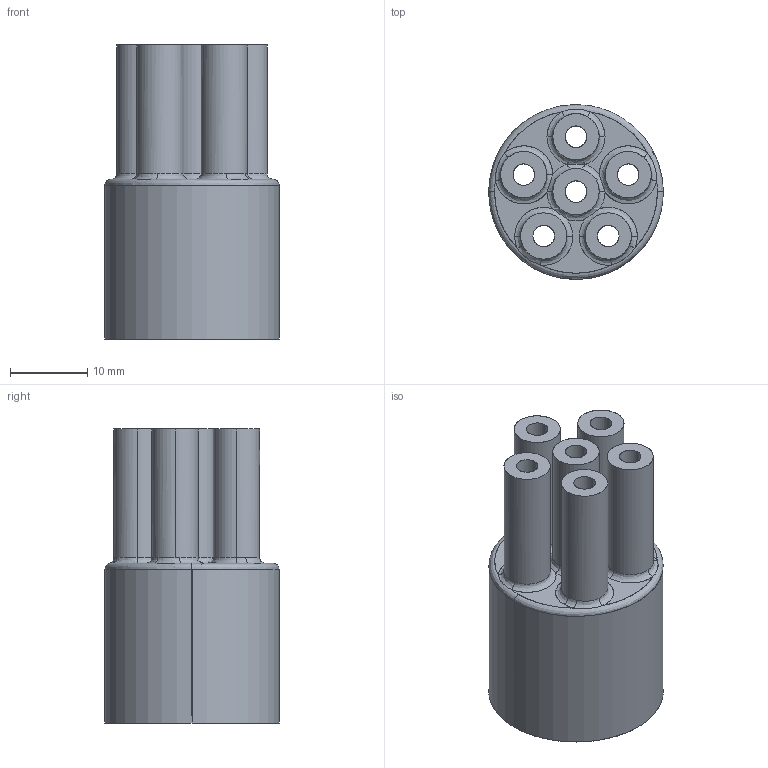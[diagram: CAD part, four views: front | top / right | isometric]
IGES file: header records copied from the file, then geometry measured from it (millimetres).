
Start section: SolidWorks IGES file using analytic representation for surfaces
Global section: file name: NUBB6-1SP.IGS; native system: SolidWorks 2020; preprocessor: SolidWorks 2020; author: office; date: 210513.115233; units: inch
Bounding box: 22.61 x 22.61 x 38.1 mm (x, y, z)
Surface area: 6214.9 mm2 (no closed solid volume)
Topology: 0 solids, 0 shells, 83 faces, 1312 edges, 1312 vertices
Faces by surface type: bspline 55, revolution 28
